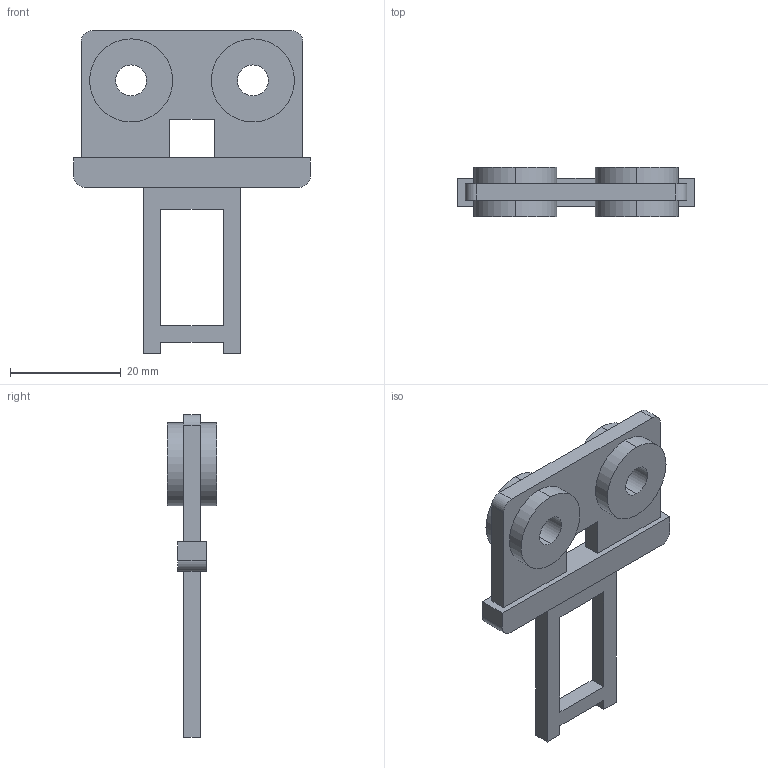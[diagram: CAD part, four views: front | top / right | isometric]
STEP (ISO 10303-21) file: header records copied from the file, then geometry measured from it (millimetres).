
FILE_DESCRIPTION (( 'STEP AP214' ), '1' );
FILE_NAME ('OUTSIDE-HS9Z-A1S.STEP', '2016-09-14T10:15:46', ( '' ), ( '' ), 'SwSTEP 2.0', 'SolidWorks 2014', '' );
FILE_SCHEMA (( 'AUTOMOTIVE_DESIGN' ));
Length unit declared in the file: millimetre
Products named in the file (2): OUTSIDE-HS9Z-A1S
Assembly tree (1 placements, depth 2):
  OUTSIDE-HS9Z-A1S
    OUTSIDE-HS9Z-A1S
Bounding box: 42.7 x 9 x 58.3 mm (x, y, z)
Volume: 6220.7 mm3; surface area: 4587.1 mm2
Topology: 1 solids, 1 shells, 47 faces, 120 edges, 80 vertices
Faces by surface type: plane 31, cylinder 16
Entity records: 1508 total; most frequent: DIRECTION 254, CARTESIAN_POINT 251, ORIENTED_EDGE 240, EDGE_CURVE 120, VECTOR 88, LINE 88, AXIS2_PLACEMENT_3D 83, VERTEX_POINT 80
